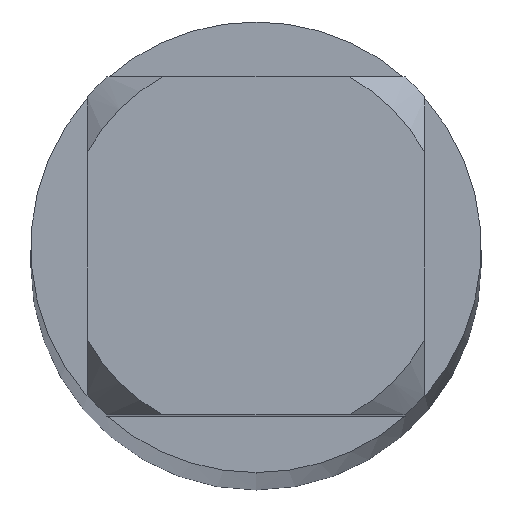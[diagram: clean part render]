
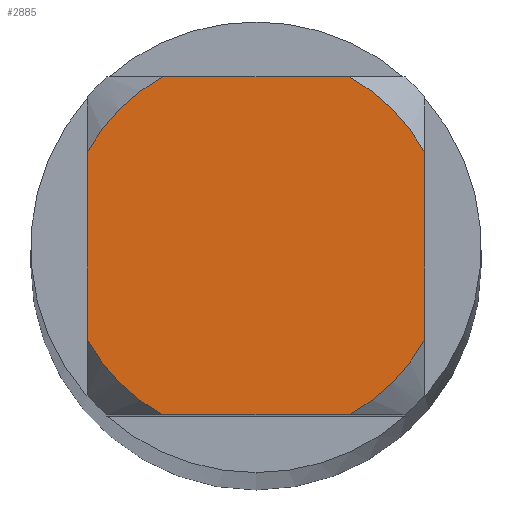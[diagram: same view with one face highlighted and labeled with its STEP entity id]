
A CAD part, top view. The second image highlights one B-rep face of the part: STEP entity #2885.
In plain terms, the highlighted planar face has unit normal (0, 0, 1).
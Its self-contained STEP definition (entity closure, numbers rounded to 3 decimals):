
#1035=EDGE_CURVE('',#2223,#2265,#3002,.T.);
#1087=EDGE_CURVE('',#2109,#1835,#3059,.T.);
#1093=VERTEX_POINT('',#3066);
#1219=VERTEX_POINT('',#3207);
#1289=EDGE_CURVE('',#1219,#2135,#3284,.T.);
#1339=EDGE_CURVE('',#1883,#2265,#3340,.T.);
#1433=EDGE_CURVE('',#2223,#1835,#3444,.T.);
#1637=EDGE_CURVE('',#1883,#2135,#3669,.T.);
#1835=VERTEX_POINT('',#3878);
#1883=VERTEX_POINT('',#3929);
#2109=VERTEX_POINT('',#4174);
#2135=VERTEX_POINT('',#4204);
#2223=VERTEX_POINT('',#4300);
#2265=VERTEX_POINT('',#4345);
#2301=EDGE_CURVE('',#2109,#1093,#4389,.T.);
#2803=EDGE_CURVE('',#1219,#1093,#4929,.T.);
#2885=ADVANCED_FACE('',(#5023),#5024,.T.);
#3002=LINE('',#5195,#5196);
#3059=LINE('',#5334,#5335);
#3066=CARTESIAN_POINT('',(-0.581,1.05,0.0));
#3207=CARTESIAN_POINT('',(0.581,1.05,0.0));
#3284=CIRCLE('',#5750,1.2);
#3340=CIRCLE('',#5854,1.2);
#3444=CIRCLE('',#6067,1.2);
#3669=LINE('',#6658,#6659);
#3878=CARTESIAN_POINT('',(-1.05,-0.581,0.0));
#3929=CARTESIAN_POINT('',(1.05,-0.581,0.0));
#4174=CARTESIAN_POINT('',(-1.05,0.581,0.0));
#4204=CARTESIAN_POINT('',(1.05,0.581,0.0));
#4300=CARTESIAN_POINT('',(-0.581,-1.05,0.0));
#4345=CARTESIAN_POINT('',(0.581,-1.05,0.0));
#4389=CIRCLE('',#8797,1.2);
#4929=LINE('',#10073,#10074);
#5023=FACE_OUTER_BOUND('',#10323,.T.);
#5024=PLANE('',#10324);
#5195=CARTESIAN_POINT('',(0.0,-1.05,0.0));
#5196=VECTOR('',#10523,1.0);
#5334=CARTESIAN_POINT('',(-1.05,0.3,0.0));
#5335=VECTOR('',#10577,1.0);
#5750=AXIS2_PLACEMENT_3D('',#10860,#10861,#10862);
#5854=AXIS2_PLACEMENT_3D('',#10935,#10936,#10937);
#6067=AXIS2_PLACEMENT_3D('',#11058,#11059,#11060);
#6658=CARTESIAN_POINT('',(1.05,0.3,0.0));
#6659=VECTOR('',#11368,1.0);
#8797=AXIS2_PLACEMENT_3D('',#12136,#12137,#12138);
#10073=CARTESIAN_POINT('',(0.0,1.05,0.0));
#10074=VECTOR('',#12668,1.0);
#10323=EDGE_LOOP('',(#12795,#12796,#12797,#12798,#12799,#12800,#12801,#12802));
#10324=AXIS2_PLACEMENT_3D('',#12803,#12804,#12805);
#10523=DIRECTION('',(1.0,0.0,0.0));
#10577=DIRECTION('',(-0.0,-1.0,0.0));
#10860=CARTESIAN_POINT('',(0.0,0.0,0.0));
#10861=DIRECTION('',(0.0,0.0,-1.0));
#10862=DIRECTION('',(0.0,1.0,0.0));
#10935=CARTESIAN_POINT('',(0.0,0.0,0.0));
#10936=DIRECTION('',(0.0,0.0,-1.0));
#10937=DIRECTION('',(0.0,1.0,0.0));
#11058=CARTESIAN_POINT('',(0.0,0.0,0.0));
#11059=DIRECTION('',(0.0,0.0,-1.0));
#11060=DIRECTION('',(0.0,1.0,0.0));
#11368=DIRECTION('',(-0.0,1.0,0.0));
#12136=CARTESIAN_POINT('',(0.0,0.0,0.0));
#12137=DIRECTION('',(0.0,0.0,-1.0));
#12138=DIRECTION('',(0.0,1.0,0.0));
#12668=DIRECTION('',(-1.0,0.0,0.0));
#12795=ORIENTED_EDGE('',*,*,#1087,.T.);
#12796=ORIENTED_EDGE('',*,*,#1433,.F.);
#12797=ORIENTED_EDGE('',*,*,#1035,.T.);
#12798=ORIENTED_EDGE('',*,*,#1339,.F.);
#12799=ORIENTED_EDGE('',*,*,#1637,.T.);
#12800=ORIENTED_EDGE('',*,*,#1289,.F.);
#12801=ORIENTED_EDGE('',*,*,#2803,.T.);
#12802=ORIENTED_EDGE('',*,*,#2301,.F.);
#12803=CARTESIAN_POINT('',(0.0,0.6,0.0));
#12804=DIRECTION('',(-0.0,0.0,1.0));
#12805=DIRECTION('',(0.0,-1.0,0.0));
